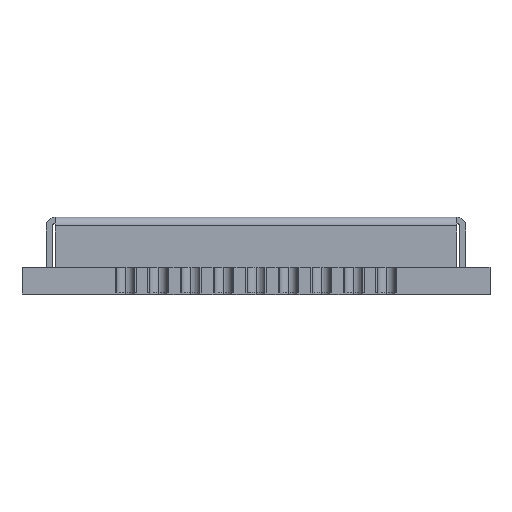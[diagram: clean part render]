
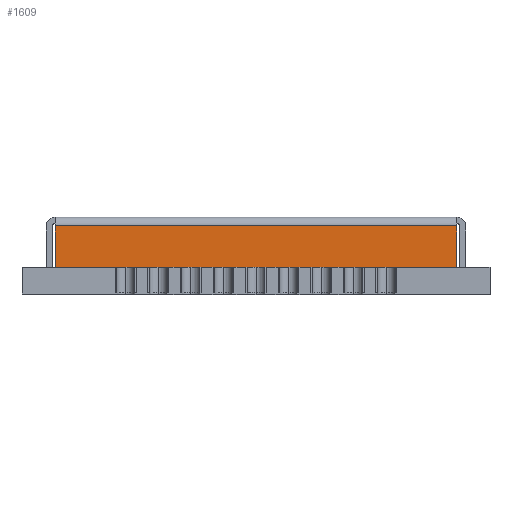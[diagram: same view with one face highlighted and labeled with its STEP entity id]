
A CAD part, top view. The second image highlights one B-rep face of the part: STEP entity #1609.
In plain terms, the highlighted planar face has unit normal (0, 0, 1).
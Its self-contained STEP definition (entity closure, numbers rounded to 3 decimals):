
#1609 = ADVANCED_FACE ( 'NONE', ( #17573 ), #15751, .F. ) ;
#1624 = ORIENTED_EDGE ( 'NONE', *, *, #18560, .F. ) ;
#2202 = LINE ( 'NONE', #11467, #19301 ) ;
#3304 = AXIS2_PLACEMENT_3D ( 'NONE', #7013, #14019, #7128 ) ;
#5643 = CARTESIAN_POINT ( 'NONE',  ( 6.775, 0.9, 8.025 ) ) ;
#5933 = ORIENTED_EDGE ( 'NONE', *, *, #5986, .T. ) ;
#5986 = EDGE_CURVE ( 'NONE', #14553, #9690, #2202, .T. ) ;
#6938 = CARTESIAN_POINT ( 'NONE',  ( -6.775, 2.3, 8.025 ) ) ;
#7013 = CARTESIAN_POINT ( 'NONE',  ( -7.075, 2.6, 8.025 ) ) ;
#7128 = DIRECTION ( 'NONE',  ( -1., 0., 0. ) ) ;
#7951 = ORIENTED_EDGE ( 'NONE', *, *, #21003, .F. ) ;
#8972 = LINE ( 'NONE', #19711, #18455 ) ;
#9499 = VECTOR ( 'NONE', #12665, 1000. ) ;
#9690 = VERTEX_POINT ( 'NONE', #11596 ) ;
#11467 = CARTESIAN_POINT ( 'NONE',  ( 6.775, 0.1, 8.025 ) ) ;
#11596 = CARTESIAN_POINT ( 'NONE',  ( 6.775, 2.3, 8.025 ) ) ;
#12480 = VERTEX_POINT ( 'NONE', #6938 ) ;
#12665 = DIRECTION ( 'NONE',  ( -1., 0., 0. ) ) ;
#13183 = DIRECTION ( 'NONE',  ( 0., 1., 0. ) ) ;
#13497 = VERTEX_POINT ( 'NONE', #17100 ) ;
#13570 = CARTESIAN_POINT ( 'NONE',  ( -7.075, 2.3, 8.025 ) ) ;
#14019 = DIRECTION ( 'NONE',  ( 0., 0., -1. ) ) ;
#14553 = VERTEX_POINT ( 'NONE', #19576 ) ;
#15176 = EDGE_CURVE ( 'NONE', #9690, #12480, #22308, .T. ) ;
#15751 = PLANE ( 'NONE',  #3304 ) ;
#17100 = CARTESIAN_POINT ( 'NONE',  ( -6.775, 0.9, 8.025 ) ) ;
#17250 = DIRECTION ( 'NONE',  ( -1., 0., 0. ) ) ;
#17573 = FACE_OUTER_BOUND ( 'NONE', #22663, .T. ) ;
#18455 = VECTOR ( 'NONE', #21329, 1000. ) ;
#18560 = EDGE_CURVE ( 'NONE', #14553, #13497, #21402, .T. ) ;
#19301 = VECTOR ( 'NONE', #13183, 1000. ) ;
#19426 = ORIENTED_EDGE ( 'NONE', *, *, #15176, .T. ) ;
#19576 = CARTESIAN_POINT ( 'NONE',  ( 6.775, 0.9, 8.025 ) ) ;
#19711 = CARTESIAN_POINT ( 'NONE',  ( -6.775, 0.1, 8.025 ) ) ;
#21003 = EDGE_CURVE ( 'NONE', #13497, #12480, #8972, .T. ) ;
#21329 = DIRECTION ( 'NONE',  ( 0., 1., 0. ) ) ;
#21402 = LINE ( 'NONE', #5643, #9499 ) ;
#22285 = VECTOR ( 'NONE', #17250, 1000. ) ;
#22308 = LINE ( 'NONE', #13570, #22285 ) ;
#22663 = EDGE_LOOP ( 'NONE', ( #7951, #1624, #5933, #19426 ) ) ;
